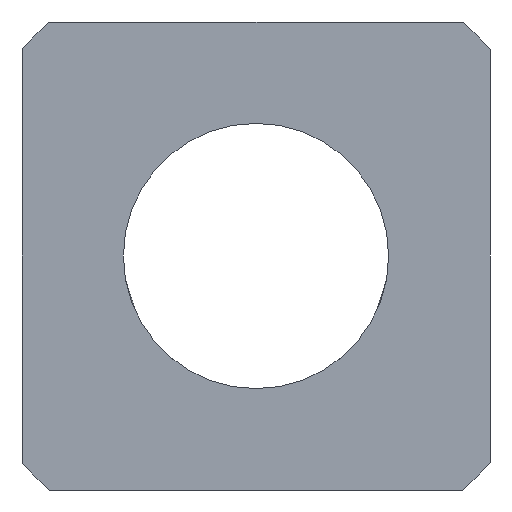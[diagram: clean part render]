
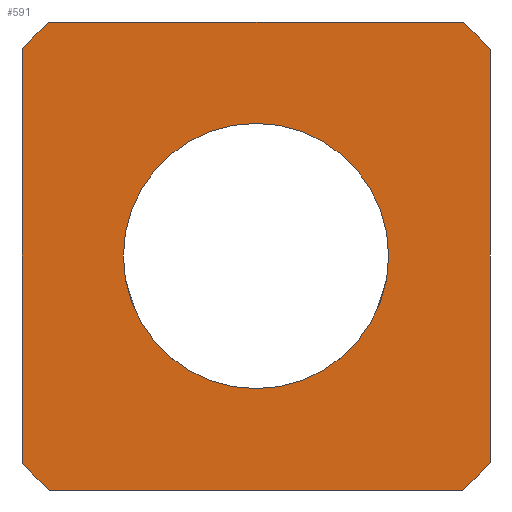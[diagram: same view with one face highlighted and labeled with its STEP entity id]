
A CAD part, left-side view. The second image highlights one B-rep face of the part: STEP entity #591.
In plain terms, the highlighted planar face has unit normal (-1, 0, 0).
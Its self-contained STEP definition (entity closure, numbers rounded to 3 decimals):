
#31=LINE($,#1224,#63);
#35=LINE($,#1233,#67);
#39=LINE($,#1242,#71);
#43=LINE($,#1251,#75);
#63=VECTOR($,#774,52.915);
#67=VECTOR($,#780,52.915);
#71=VECTOR($,#786,52.915);
#75=VECTOR($,#792,52.915);
#116=PLANE($,#659);
#153=FACE_BOUND($,#250,.T.);
#154=FACE_BOUND($,#251,.T.);
#250=EDGE_LOOP($,(#544));
#251=EDGE_LOOP($,(#545,#546,#547,#548,#549,#550,#551,#552));
#256=CIRCLE($,#602,17.);
#276=CIRCLE($,#646,40.);
#279=CIRCLE($,#650,40.);
#281=CIRCLE($,#653,40.);
#284=CIRCLE($,#660,40.);
#288=VERTEX_POINT($,#838);
#326=VERTEX_POINT($,#1221);
#327=VERTEX_POINT($,#1223);
#330=VERTEX_POINT($,#1230);
#331=VERTEX_POINT($,#1232);
#334=VERTEX_POINT($,#1239);
#335=VERTEX_POINT($,#1241);
#338=VERTEX_POINT($,#1248);
#339=VERTEX_POINT($,#1250);
#344=EDGE_CURVE($,#288,#288,#256,.T.);
#390=EDGE_CURVE($,#327,#326,#31,.T.);
#394=EDGE_CURVE($,#331,#330,#35,.T.);
#398=EDGE_CURVE($,#335,#334,#39,.T.);
#402=EDGE_CURVE($,#339,#338,#43,.T.);
#404=EDGE_CURVE($,#327,#338,#276,.T.);
#407=EDGE_CURVE($,#339,#334,#279,.T.);
#409=EDGE_CURVE($,#335,#330,#281,.T.);
#412=EDGE_CURVE($,#331,#326,#284,.T.);
#544=ORIENTED_EDGE($,*,*,#344,.T.);
#545=ORIENTED_EDGE($,*,*,#390,.T.);
#546=ORIENTED_EDGE($,*,*,#412,.F.);
#547=ORIENTED_EDGE($,*,*,#394,.T.);
#548=ORIENTED_EDGE($,*,*,#409,.F.);
#549=ORIENTED_EDGE($,*,*,#398,.T.);
#550=ORIENTED_EDGE($,*,*,#407,.F.);
#551=ORIENTED_EDGE($,*,*,#402,.T.);
#552=ORIENTED_EDGE($,*,*,#404,.F.);
#591=ADVANCED_FACE($,(#153,#154),#116,.T.);
#602=AXIS2_PLACEMENT_3D($,#839,#676,#677);
#646=AXIS2_PLACEMENT_3D($,#1254,#796,#797);
#650=AXIS2_PLACEMENT_3D($,#1258,#804,#805);
#653=AXIS2_PLACEMENT_3D($,#1261,#810,#811);
#659=AXIS2_PLACEMENT_3D($,#1268,#822,#823);
#660=AXIS2_PLACEMENT_3D($,#1269,#824,#825);
#676=DIRECTION('center_axis',(1.,0.,0.));
#677=DIRECTION('ref_axis',(0.,0.,-1.));
#774=DIRECTION($,(0.,1.,0.));
#780=DIRECTION($,(0.,0.,-1.));
#786=DIRECTION($,(0.,-1.,0.));
#792=DIRECTION($,(0.,0.,1.));
#796=DIRECTION('center_axis',(1.,0.,0.));
#797=DIRECTION('ref_axis',(0.,1.,0.));
#804=DIRECTION('center_axis',(1.,0.,0.));
#805=DIRECTION('ref_axis',(0.,1.,0.));
#810=DIRECTION('center_axis',(1.,0.,0.));
#811=DIRECTION('ref_axis',(0.,1.,0.));
#822=DIRECTION('center_axis',(-1.,0.,0.));
#823=DIRECTION('ref_axis',(0.,0.,1.));
#824=DIRECTION('center_axis',(1.,0.,0.));
#825=DIRECTION('ref_axis',(0.,1.,0.));
#838=CARTESIAN_POINT('',(0.,0.,17.));
#839=CARTESIAN_POINT('Origin',(0.,0.,0.));
#1221=CARTESIAN_POINT('',(0.,26.458,30.));
#1223=CARTESIAN_POINT('',(0.,-26.458,30.));
#1224=CARTESIAN_POINT($,(0.,27.479,30.));
#1230=CARTESIAN_POINT('',(0.,30.,-26.458));
#1232=CARTESIAN_POINT('',(0.,30.,26.458));
#1233=CARTESIAN_POINT($,(0.,30.,-13.229));
#1239=CARTESIAN_POINT('',(0.,-26.458,-30.));
#1241=CARTESIAN_POINT('',(0.,26.458,-30.));
#1242=CARTESIAN_POINT($,(0.,1.021,-30.));
#1248=CARTESIAN_POINT('',(0.,-30.,26.458));
#1250=CARTESIAN_POINT('',(0.,-30.,-26.458));
#1251=CARTESIAN_POINT($,(0.,-30.,13.229));
#1254=CARTESIAN_POINT('Origin',(0.,0.,0.));
#1258=CARTESIAN_POINT('Origin',(0.,0.,0.));
#1261=CARTESIAN_POINT('Origin',(0.,0.,0.));
#1268=CARTESIAN_POINT('Origin',(0.,28.5,0.));
#1269=CARTESIAN_POINT('Origin',(0.,0.,0.));
